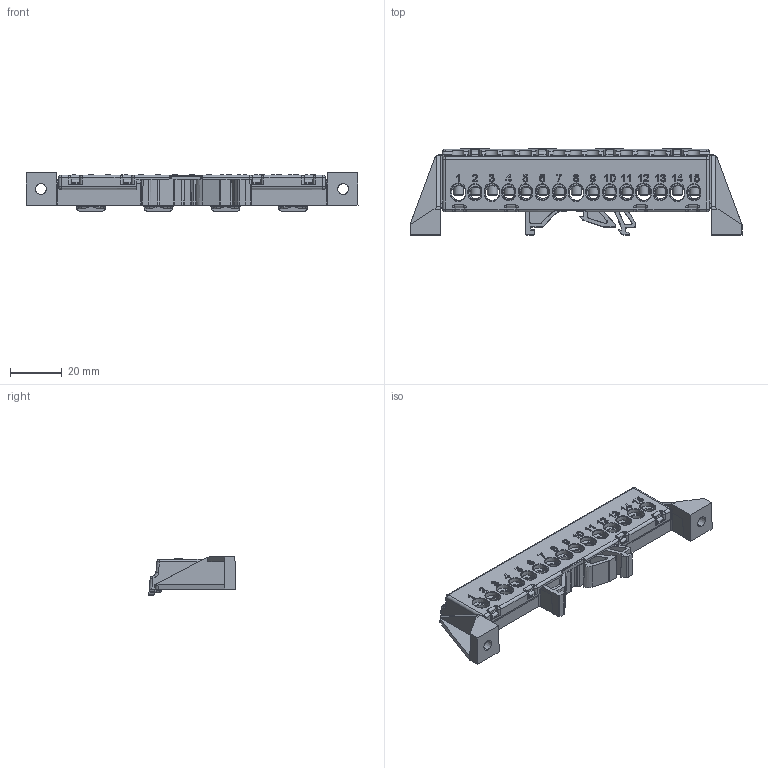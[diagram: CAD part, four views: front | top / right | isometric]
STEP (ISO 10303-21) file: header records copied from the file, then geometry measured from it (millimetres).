
FILE_DESCRIPTION (( 'STEP AP214' ), '1' );
FILE_NAME ('KSN-2-6x9-15.STEP', '2023-11-03T08:04:43', ( '' ), ( '' ), 'SwSTEP 2.0', 'SolidWorks 2022', '' );
FILE_SCHEMA (( 'AUTOMOTIVE_DESIGN' ));
Length unit declared in the file: millimetre
Products named in the file (6): Holder 15-уклон_уклоны; Cover 15_obr; KSN-2-6x9-15; BHBT-3-6x9.15.00; Винт М4х8; BHBT-3-6x9.15.01
Assembly tree (19 placements, depth 3):
  KSN-2-6x9-15
    Holder 15-уклон_уклоны
    Cover 15_obr
    BHBT-3-6x9.15.00
      BHBT-3-6x9.15.01
      Винт М4х8  x15
Bounding box: 128.13 x 33.38 x 14.7 mm (x, y, z)
Volume: 19042 mm3; surface area: 25050.1 mm2
Topology: 18 solids, 18 shells, 1944 faces, 5299 edges, 3389 vertices
Faces by surface type: plane 958, cylinder 472, cone 188, bspline 167, torus 143, sphere 16
Entity records: 57831 total; most frequent: CARTESIAN_POINT 20079, ORIENTED_EDGE 8502, DIRECTION 6804, EDGE_CURVE 4251, VERTEX_POINT 2715, LINE 2598, VECTOR 2598, AXIS2_PLACEMENT_3D 2103
